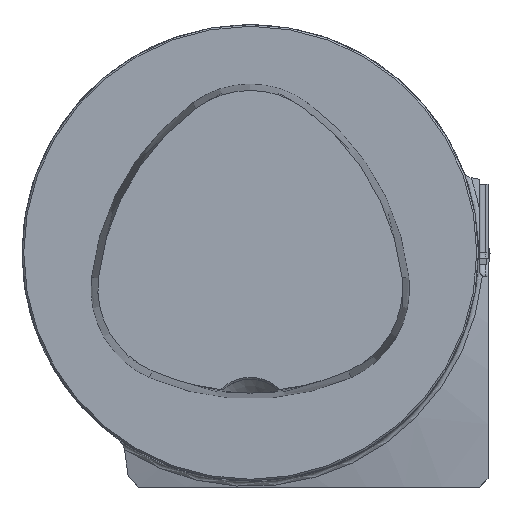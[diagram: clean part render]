
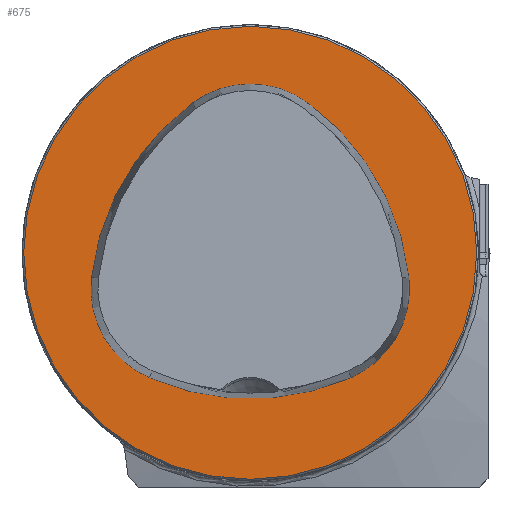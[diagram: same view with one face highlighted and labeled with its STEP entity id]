
A CAD part, top view. The second image highlights one B-rep face of the part: STEP entity #675.
In plain terms, the highlighted planar face has unit normal (0, 0, 1).
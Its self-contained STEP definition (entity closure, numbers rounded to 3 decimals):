
#111=FACE_BOUND('',#926,.T.);
#112=FACE_BOUND('',#927,.T.);
#179=PLANE('',#2427);
#675=ADVANCED_FACE('CU_FL_N1_SU_1',(#111,#112),#179,.T.);
#926=EDGE_LOOP('',(#1295,#1296,#1297,#1298,#1299,#1300));
#927=EDGE_LOOP('',(#1301));
#1036=CIRCLE('',#2418,44.075);
#1038=CIRCLE('',#2421,44.075);
#1039=CIRCLE('',#2422,17.075);
#1040=CIRCLE('',#2423,17.075);
#1041=CIRCLE('',#2424,44.075);
#1042=CIRCLE('',#2425,17.075);
#1043=CIRCLE('',#2426,39.7);
#1295=ORIENTED_EDGE('',*,*,#2101,.F.);
#1296=ORIENTED_EDGE('',*,*,#2102,.F.);
#1297=ORIENTED_EDGE('',*,*,#2094,.F.);
#1298=ORIENTED_EDGE('',*,*,#2103,.F.);
#1299=ORIENTED_EDGE('',*,*,#2104,.F.);
#1300=ORIENTED_EDGE('',*,*,#2105,.F.);
#1301=ORIENTED_EDGE('',*,*,#2106,.T.);
#1847=VERTEX_POINT('',#3850);
#1848=VERTEX_POINT('',#3852);
#1854=VERTEX_POINT('',#3884);
#1855=VERTEX_POINT('',#3885);
#1856=VERTEX_POINT('',#3888);
#1857=VERTEX_POINT('',#3890);
#1858=VERTEX_POINT('',#3893);
#2094=EDGE_CURVE('',#1847,#1848,#1036,.T.);
#2101=EDGE_CURVE('',#1854,#1855,#1038,.T.);
#2102=EDGE_CURVE('',#1848,#1854,#1039,.T.);
#2103=EDGE_CURVE('',#1856,#1847,#1040,.T.);
#2104=EDGE_CURVE('',#1857,#1856,#1041,.T.);
#2105=EDGE_CURVE('',#1855,#1857,#1042,.T.);
#2106=EDGE_CURVE('',#1858,#1858,#1043,.T.);
#2418=AXIS2_PLACEMENT_3D('',#3851,#2776,#2777);
#2421=AXIS2_PLACEMENT_3D('',#3883,#2783,#2784);
#2422=AXIS2_PLACEMENT_3D('',#3886,#2785,#2786);
#2423=AXIS2_PLACEMENT_3D('',#3887,#2787,#2788);
#2424=AXIS2_PLACEMENT_3D('',#3889,#2789,#2790);
#2425=AXIS2_PLACEMENT_3D('',#3891,#2791,#2792);
#2426=AXIS2_PLACEMENT_3D('',#3892,#2793,#2794);
#2427=AXIS2_PLACEMENT_3D('',#3894,#2795,#2796);
#2776=DIRECTION('',(0.,0.,1.));
#2777=DIRECTION('',(-1.,0.,0.));
#2783=DIRECTION('',(0.,0.,1.));
#2784=DIRECTION('',(-1.,0.,0.));
#2785=DIRECTION('',(0.,0.,1.));
#2786=DIRECTION('',(-1.,0.,0.));
#2787=DIRECTION('',(0.,0.,1.));
#2788=DIRECTION('',(-1.,0.,0.));
#2789=DIRECTION('',(0.,0.,1.));
#2790=DIRECTION('',(-1.,0.,0.));
#2791=DIRECTION('',(0.,0.,1.));
#2792=DIRECTION('',(-1.,0.,0.));
#2793=DIRECTION('',(0.,0.,1.));
#2794=DIRECTION('',(-1.,0.,0.));
#2795=DIRECTION('',(0.,0.,1.));
#2796=DIRECTION('',(-1.,0.,0.));
#3850=CARTESIAN_POINT('',(-17.691,-21.869,0.));
#3851=CARTESIAN_POINT('',(0.,18.5,0.));
#3852=CARTESIAN_POINT('',(17.691,-21.869,0.));
#3883=CARTESIAN_POINT('',(-15.993,-9.254,0.));
#3884=CARTESIAN_POINT('',(27.805,-4.317,0.));
#3885=CARTESIAN_POINT('',(10.114,26.257,0.));
#3886=CARTESIAN_POINT('',(10.837,-6.23,0.));
#3887=CARTESIAN_POINT('',(-10.837,-6.23,0.));
#3888=CARTESIAN_POINT('',(-27.805,-4.317,0.));
#3889=CARTESIAN_POINT('',(15.993,-9.254,0.));
#3890=CARTESIAN_POINT('',(-10.114,26.257,0.));
#3891=CARTESIAN_POINT('',(0.,12.5,0.));
#3892=CARTESIAN_POINT('',(0.,0.,0.));
#3893=CARTESIAN_POINT('',(-39.7,0.,0.));
#3894=CARTESIAN_POINT('',(0.,0.,0.));
